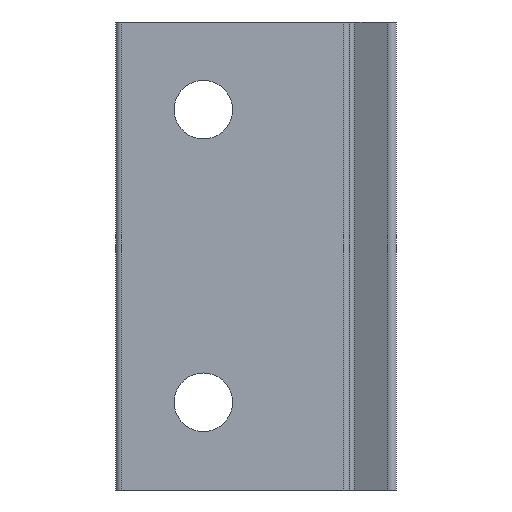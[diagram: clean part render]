
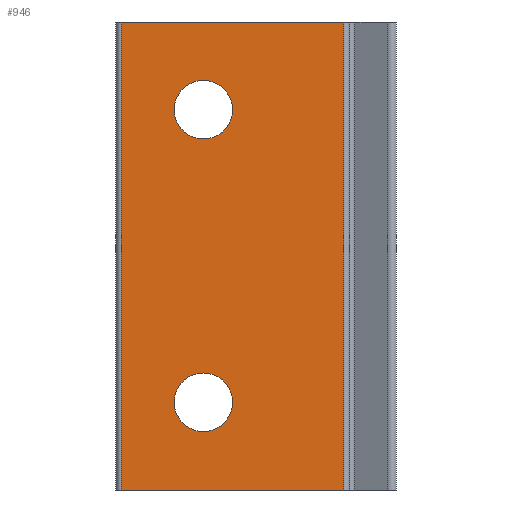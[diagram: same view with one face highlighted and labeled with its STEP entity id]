
A CAD part, left-side view. The second image highlights one B-rep face of the part: STEP entity #946.
In plain terms, the highlighted planar face has unit normal (-1, 0, 0).
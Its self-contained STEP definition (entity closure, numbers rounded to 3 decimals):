
#20=FACE_BOUND('',#177,.T.);
#21=FACE_BOUND('',#178,.T.);
#55=PLANE('',#1061);
#121=FACE_OUTER_BOUND('',#176,.T.);
#176=EDGE_LOOP('',(#792,#793,#794,#795));
#177=EDGE_LOOP('',(#796));
#178=EDGE_LOOP('',(#797));
#245=LINE('',#1608,#319);
#246=LINE('',#1612,#320);
#247=LINE('',#1614,#321);
#248=LINE('',#1615,#322);
#319=VECTOR('',#1297,10.);
#320=VECTOR('',#1302,10.);
#321=VECTOR('',#1303,10.);
#322=VECTOR('',#1304,10.);
#359=CIRCLE('',#1017,2.5);
#362=CIRCLE('',#1021,2.5);
#423=VERTEX_POINT('',#1486);
#426=VERTEX_POINT('',#1494);
#464=VERTEX_POINT('',#1605);
#465=VERTEX_POINT('',#1607);
#466=VERTEX_POINT('',#1611);
#467=VERTEX_POINT('',#1613);
#531=EDGE_CURVE('',#423,#423,#359,.T.);
#535=EDGE_CURVE('',#426,#426,#362,.T.);
#590=EDGE_CURVE('',#465,#464,#245,.T.);
#592=EDGE_CURVE('',#464,#466,#246,.T.);
#593=EDGE_CURVE('',#467,#466,#247,.T.);
#594=EDGE_CURVE('',#467,#465,#248,.T.);
#792=ORIENTED_EDGE('',*,*,#592,.T.);
#793=ORIENTED_EDGE('',*,*,#593,.F.);
#794=ORIENTED_EDGE('',*,*,#594,.T.);
#795=ORIENTED_EDGE('',*,*,#590,.T.);
#796=ORIENTED_EDGE('',*,*,#531,.T.);
#797=ORIENTED_EDGE('',*,*,#535,.T.);
#946=ADVANCED_FACE('',(#121,#20,#21),#55,.T.);
#1017=AXIS2_PLACEMENT_3D('',#1488,#1176,#1177);
#1021=AXIS2_PLACEMENT_3D('',#1496,#1185,#1186);
#1061=AXIS2_PLACEMENT_3D('',#1610,#1300,#1301);
#1176=DIRECTION('center_axis',(1.,0.,0.));
#1177=DIRECTION('ref_axis',(0.,0.,-1.));
#1185=DIRECTION('center_axis',(1.,0.,0.));
#1186=DIRECTION('ref_axis',(0.,0.,-1.));
#1297=DIRECTION('',(0.,0.,1.));
#1300=DIRECTION('center_axis',(-1.,0.,0.));
#1301=DIRECTION('ref_axis',(0.,0.,1.));
#1302=DIRECTION('',(0.,1.,0.));
#1303=DIRECTION('',(0.,0.,1.));
#1304=DIRECTION('',(0.,-1.,0.));
#1486=CARTESIAN_POINT('',(-37.752,52.332,15.));
#1488=CARTESIAN_POINT('Origin',(-37.752,52.332,12.5));
#1494=CARTESIAN_POINT('',(-37.752,52.332,-10.));
#1496=CARTESIAN_POINT('Origin',(-37.752,52.332,-12.5));
#1605=CARTESIAN_POINT('',(-37.752,40.332,20.));
#1607=CARTESIAN_POINT('',(-37.752,40.332,-20.));
#1608=CARTESIAN_POINT('',(-37.752,40.332,-20.));
#1610=CARTESIAN_POINT('Origin',(-37.752,40.332,-20.));
#1611=CARTESIAN_POINT('',(-37.752,59.332,20.));
#1612=CARTESIAN_POINT('',(-37.752,59.332,20.));
#1613=CARTESIAN_POINT('',(-37.752,59.332,-20.));
#1614=CARTESIAN_POINT('',(-37.752,59.332,-20.));
#1615=CARTESIAN_POINT('',(-37.752,59.332,-20.));
